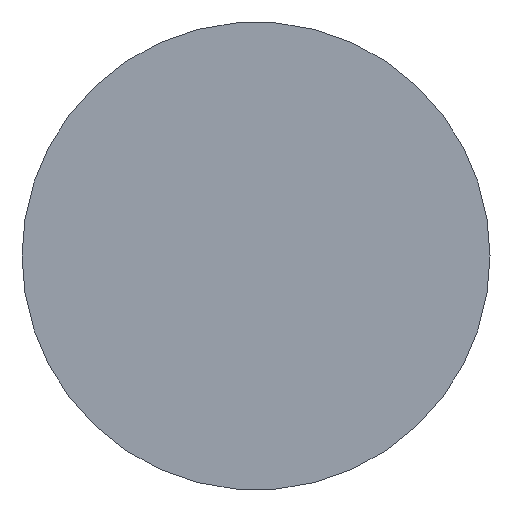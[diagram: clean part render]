
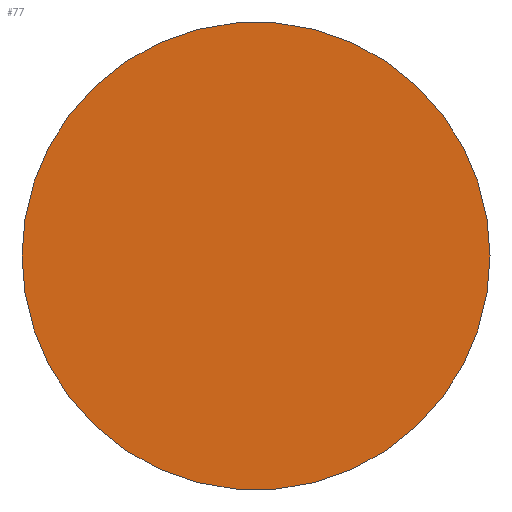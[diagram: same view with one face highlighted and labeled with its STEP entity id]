
A CAD part, front view. The second image highlights one B-rep face of the part: STEP entity #77.
In plain terms, the highlighted planar face has unit normal (0, -1, 0).
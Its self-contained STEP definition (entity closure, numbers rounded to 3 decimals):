
#1 = CARTESIAN_POINT ( 'NONE',  ( 0., 0., 0. ) ) ;
#8 = VERTEX_POINT ( 'NONE', #34 ) ;
#34 = CARTESIAN_POINT ( 'NONE',  ( 8., 0., -6. ) ) ;
#38 = EDGE_CURVE ( 'NONE', #175, #159, #234, .T. ) ;
#56 = EDGE_CURVE ( 'NONE', #8, #86, #268, .T. ) ;
#77 = ADVANCED_FACE ( 'NONE', ( #198 ), #147, .F. ) ;
#79 = DIRECTION ( 'NONE',  ( 0., 1., 0. ) ) ;
#86 = VERTEX_POINT ( 'NONE', #293 ) ;
#95 = DIRECTION ( 'NONE',  ( 0., 1., 0. ) ) ;
#97 = AXIS2_PLACEMENT_3D ( 'NONE', #340, #164, #217 ) ;
#105 = AXIS2_PLACEMENT_3D ( 'NONE', #131, #309, #334 ) ;
#117 = EDGE_LOOP ( 'NONE', ( #276, #161, #285, #315 ) ) ;
#123 = DIRECTION ( 'NONE',  ( 0., 0., 1. ) ) ;
#131 = CARTESIAN_POINT ( 'NONE',  ( 0., 0., 0. ) ) ;
#141 = AXIS2_PLACEMENT_3D ( 'NONE', #1, #95, #199 ) ;
#147 = PLANE ( 'NONE',  #252 ) ;
#148 = CARTESIAN_POINT ( 'NONE',  ( -8., 0., 6. ) ) ;
#159 = VERTEX_POINT ( 'NONE', #272 ) ;
#161 = ORIENTED_EDGE ( 'NONE', *, *, #298, .F. ) ;
#164 = DIRECTION ( 'NONE',  ( 0., 1., 0. ) ) ;
#175 = VERTEX_POINT ( 'NONE', #148 ) ;
#187 = CARTESIAN_POINT ( 'NONE',  ( 0., 0., 0. ) ) ;
#198 = FACE_OUTER_BOUND ( 'NONE', #117, .T. ) ;
#199 = DIRECTION ( 'NONE',  ( 0., 0., 1. ) ) ;
#202 = EDGE_CURVE ( 'NONE', #86, #175, #335, .T. ) ;
#217 = DIRECTION ( 'NONE',  ( 0., 0., 1. ) ) ;
#224 = DIRECTION ( 'NONE',  ( 0., 1., 0. ) ) ;
#234 = CIRCLE ( 'NONE', #105, 10. ) ;
#252 = AXIS2_PLACEMENT_3D ( 'NONE', #347, #224, #123 ) ;
#264 = CIRCLE ( 'NONE', #267, 10. ) ;
#267 = AXIS2_PLACEMENT_3D ( 'NONE', #187, #79, #312 ) ;
#268 = CIRCLE ( 'NONE', #97, 10. ) ;
#272 = CARTESIAN_POINT ( 'NONE',  ( 8., 0., 6. ) ) ;
#276 = ORIENTED_EDGE ( 'NONE', *, *, #56, .F. ) ;
#285 = ORIENTED_EDGE ( 'NONE', *, *, #38, .F. ) ;
#293 = CARTESIAN_POINT ( 'NONE',  ( -8., 0., -6. ) ) ;
#298 = EDGE_CURVE ( 'NONE', #159, #8, #264, .T. ) ;
#309 = DIRECTION ( 'NONE',  ( 0., 1., 0. ) ) ;
#312 = DIRECTION ( 'NONE',  ( 0., 0., 1. ) ) ;
#315 = ORIENTED_EDGE ( 'NONE', *, *, #202, .F. ) ;
#334 = DIRECTION ( 'NONE',  ( 0., 0., 1. ) ) ;
#335 = CIRCLE ( 'NONE', #141, 10. ) ;
#340 = CARTESIAN_POINT ( 'NONE',  ( 0., 0., 0. ) ) ;
#347 = CARTESIAN_POINT ( 'NONE',  ( 0., 0., 0. ) ) ;
